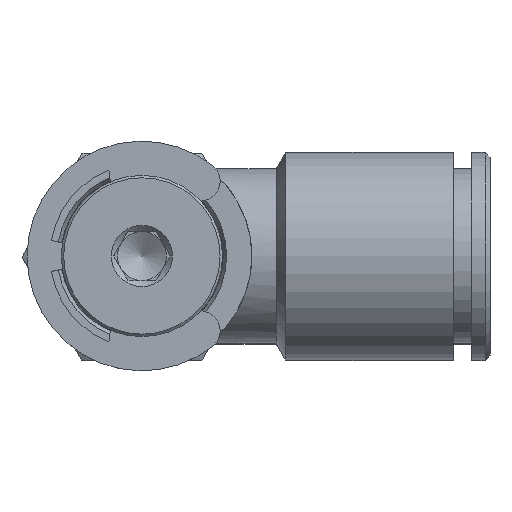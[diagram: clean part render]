
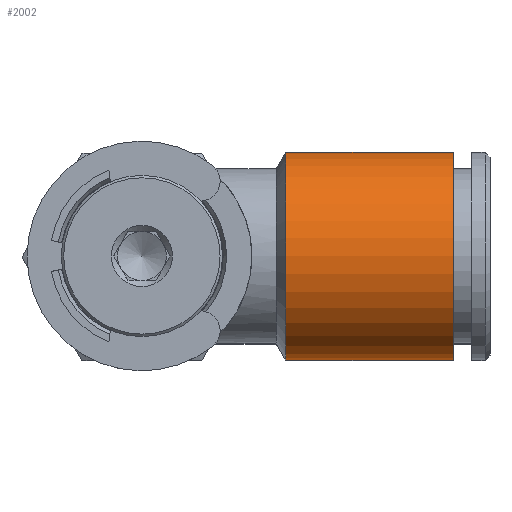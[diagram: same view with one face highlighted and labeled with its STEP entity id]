
A CAD part, top view. The second image highlights one B-rep face of the part: STEP entity #2002.
In plain terms, the highlighted cylindrical face has radius 8.5 mm (diameter 17 mm), a full revolution.
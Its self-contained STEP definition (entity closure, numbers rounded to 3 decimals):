
#167=FACE_BOUND('',#640,.T.);
#410=FACE_OUTER_BOUND('',#639,.T.);
#639=EDGE_LOOP('',(#1748));
#640=EDGE_LOOP('',(#1749));
#929=CIRCLE('',#2273,8.5);
#930=CIRCLE('',#2275,8.5);
#1108=VERTEX_POINT('',#4899);
#1109=VERTEX_POINT('',#4902);
#1336=EDGE_CURVE('',#1108,#1108,#929,.T.);
#1337=EDGE_CURVE('',#1109,#1109,#930,.T.);
#1748=ORIENTED_EDGE('',*,*,#1336,.T.);
#1749=ORIENTED_EDGE('',*,*,#1337,.F.);
#1868=CYLINDRICAL_SURFACE('',#2274,8.5);
#2002=ADVANCED_FACE('',(#410,#167),#1868,.T.);
#2273=AXIS2_PLACEMENT_3D('',#4900,#2845,#2846);
#2274=AXIS2_PLACEMENT_3D('',#4901,#2847,#2848);
#2275=AXIS2_PLACEMENT_3D('',#4903,#2849,#2850);
#2845=DIRECTION('center_axis',(1.,0.,0.));
#2846=DIRECTION('ref_axis',(0.,0.,-1.));
#2847=DIRECTION('center_axis',(1.,0.,0.));
#2848=DIRECTION('ref_axis',(0.,0.,-1.));
#2849=DIRECTION('center_axis',(1.,0.,0.));
#2850=DIRECTION('ref_axis',(0.,0.,-1.));
#4899=CARTESIAN_POINT('',(41.741,19.531,53.42));
#4900=CARTESIAN_POINT('Origin',(41.741,19.531,61.92));
#4901=CARTESIAN_POINT('Origin',(41.741,19.531,61.92));
#4902=CARTESIAN_POINT('',(55.462,19.531,53.42));
#4903=CARTESIAN_POINT('Origin',(55.462,19.531,61.92));
